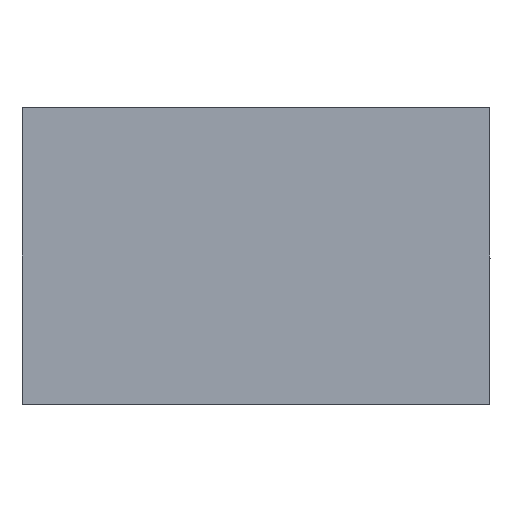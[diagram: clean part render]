
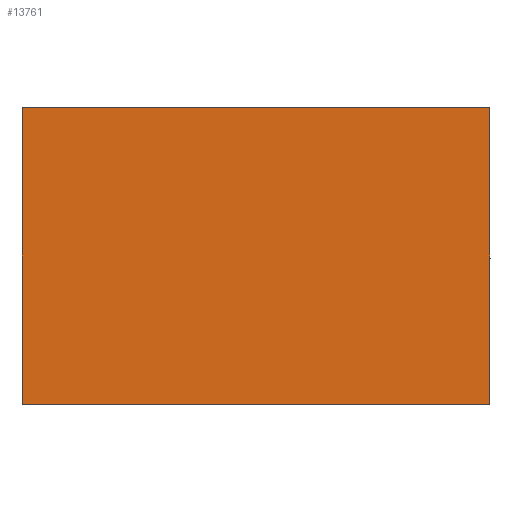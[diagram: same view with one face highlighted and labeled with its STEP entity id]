
A CAD part, left-side view. The second image highlights one B-rep face of the part: STEP entity #13761.
In plain terms, the highlighted planar face has unit normal (-1, 0, 0).
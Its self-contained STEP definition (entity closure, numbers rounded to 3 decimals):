
#1351=CIRCLE('',#14091,1.);
#1355=CIRCLE('',#14098,1.);
#1359=CIRCLE('',#14105,1.);
#1360=CIRCLE('',#14108,1.);
#2086=FACE_OUTER_BOUND('',#2868,.T.);
#2868=EDGE_LOOP('',(#12686,#12687,#12688,#12689,#12690,#12691,#12692,#12693));
#4037=LINE('',#25711,#5223);
#4049=LINE('',#25774,#5235);
#4050=LINE('',#25776,#5236);
#4051=LINE('',#25777,#5237);
#5223=VECTOR('',#15852,10.);
#5235=VECTOR('',#15938,10.);
#5236=VECTOR('',#15941,10.);
#5237=VECTOR('',#15942,10.);
#6587=VERTEX_POINT('',#25705);
#6589=VERTEX_POINT('',#25709);
#6591=VERTEX_POINT('',#25728);
#6592=VERTEX_POINT('',#25730);
#6596=VERTEX_POINT('',#25742);
#6599=VERTEX_POINT('',#25755);
#6601=VERTEX_POINT('',#25762);
#6602=VERTEX_POINT('',#25764);
#8613=EDGE_CURVE('',#6589,#6587,#4037,.T.);
#8615=EDGE_CURVE('',#6591,#6592,#1351,.T.);
#8621=EDGE_CURVE('',#6587,#6596,#1355,.T.);
#8628=EDGE_CURVE('',#6599,#6589,#1359,.T.);
#8632=EDGE_CURVE('',#6601,#6602,#1360,.T.);
#8637=EDGE_CURVE('',#6602,#6599,#4049,.T.);
#8638=EDGE_CURVE('',#6592,#6601,#4050,.T.);
#8639=EDGE_CURVE('',#6596,#6591,#4051,.T.);
#12686=ORIENTED_EDGE('',*,*,#8621,.F.);
#12687=ORIENTED_EDGE('',*,*,#8613,.F.);
#12688=ORIENTED_EDGE('',*,*,#8628,.F.);
#12689=ORIENTED_EDGE('',*,*,#8637,.F.);
#12690=ORIENTED_EDGE('',*,*,#8632,.F.);
#12691=ORIENTED_EDGE('',*,*,#8638,.F.);
#12692=ORIENTED_EDGE('',*,*,#8615,.F.);
#12693=ORIENTED_EDGE('',*,*,#8639,.F.);
#13028=PLANE('',#14113);
#13761=ADVANCED_FACE('',(#2086),#13028,.F.);
#14091=AXIS2_PLACEMENT_3D('',#25731,#15884,#15885);
#14098=AXIS2_PLACEMENT_3D('',#25743,#15899,#15900);
#14105=AXIS2_PLACEMENT_3D('',#25756,#15916,#15917);
#14108=AXIS2_PLACEMENT_3D('',#25765,#15925,#15926);
#14113=AXIS2_PLACEMENT_3D('',#25775,#15939,#15940);
#15852=DIRECTION('',(0.,0.,-1.));
#15884=DIRECTION('center_axis',(1.,0.,0.));
#15885=DIRECTION('ref_axis',(0.,0.707,-0.707));
#15899=DIRECTION('center_axis',(1.,0.,0.));
#15900=DIRECTION('ref_axis',(0.,-0.707,-0.707));
#15916=DIRECTION('center_axis',(1.,0.,0.));
#15917=DIRECTION('ref_axis',(0.,-0.707,0.707));
#15925=DIRECTION('center_axis',(1.,0.,0.));
#15926=DIRECTION('ref_axis',(0.,0.707,0.707));
#15938=DIRECTION('',(0.,-1.,0.));
#15939=DIRECTION('center_axis',(1.,0.,0.));
#15940=DIRECTION('ref_axis',(0.,0.,-1.));
#15941=DIRECTION('',(0.,0.,1.));
#15942=DIRECTION('',(0.,1.,0.));
#25705=CARTESIAN_POINT('',(0.,0.,-120.8));
#25709=CARTESIAN_POINT('',(0.,0.,-1.));
#25711=CARTESIAN_POINT('',(0.,0.,0.));
#25728=CARTESIAN_POINT('',(0.,190.4,-121.8));
#25730=CARTESIAN_POINT('',(0.,191.4,-120.8));
#25731=CARTESIAN_POINT('Origin',(0.,190.4,-120.8));
#25742=CARTESIAN_POINT('',(0.,1.,-121.8));
#25743=CARTESIAN_POINT('Origin',(0.,1.,-120.8));
#25755=CARTESIAN_POINT('',(0.,1.,0.));
#25756=CARTESIAN_POINT('Origin',(0.,1.,-1.));
#25762=CARTESIAN_POINT('',(0.,191.4,-1.));
#25764=CARTESIAN_POINT('',(0.,190.4,0.));
#25765=CARTESIAN_POINT('Origin',(0.,190.4,-1.));
#25774=CARTESIAN_POINT('',(0.,191.4,0.));
#25775=CARTESIAN_POINT('Origin',(0.,95.7,-60.9));
#25776=CARTESIAN_POINT('',(0.,191.4,-121.8));
#25777=CARTESIAN_POINT('',(0.,0.,-121.8));
